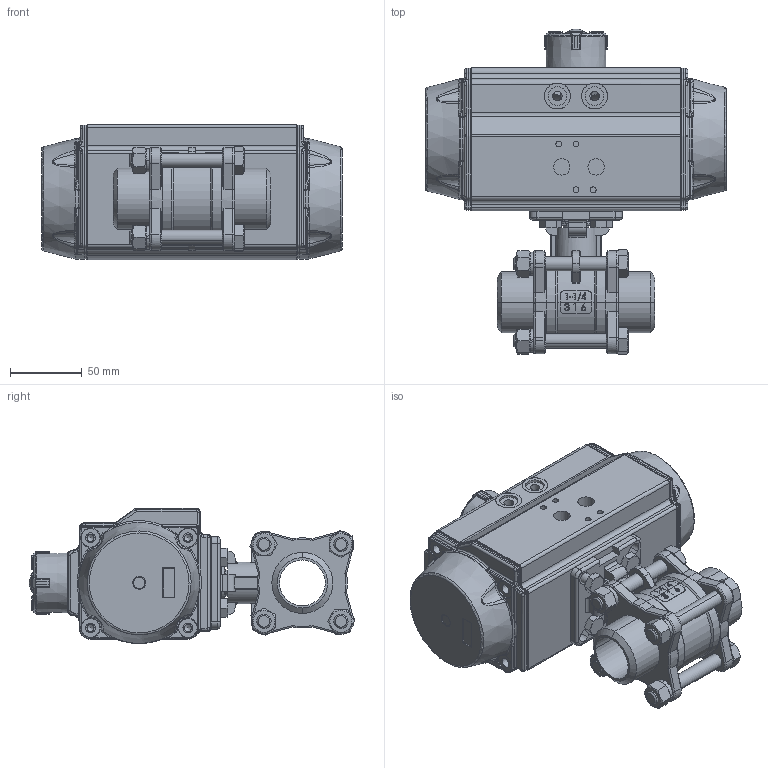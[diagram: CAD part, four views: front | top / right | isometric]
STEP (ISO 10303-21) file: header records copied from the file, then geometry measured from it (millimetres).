
FILE_DESCRIPTION(/* description */ ('Unknown'),/* implementation_level */ '2;1');
FILE_NAME(/* name */ 'PE03 9337-07',/* time_stamp */ '2025-02-04T11:59:33+01:00',/* author */ ('Unknown'),/* organization */ ('Unknown'),/* preprocessor_version */ 'ST-DEVELOPER v19.4',/* originating_system */ 'Solid Edge',/* authorisation */ 'Unknown');
FILE_SCHEMA (('AUTOMOTIVE_DESIGN {1 0 10303 214 3 1 1}'));
Products named in the file (22): PE039337-07; 9337-07_oa_0; 概极; 概裔; 概裝; spring lock washers--normal type gb_GB_FASTENER_WASHER_SW 10; 碟型垫圈; 概裝蹟譫; 滅侂え; hexagon nuts grade c gb_GB_FASTENER_NUT_SNC1 M10-N; 蹟邡; PD04_PE03; vt75-2016-06-25; VTE75埴詰; vt75-2016-06-25  酘傷裔; huosai75; Welle; Optische Anzeige; ______; ________(___________; cup head nib bolts with large head gb_GB_FASTENER_BOLT_CHNBW M6X25-N; DIN 933 M8x20 A2-70 BLK_EDST
Assembly tree (39 placements, depth 4):
  PE039337-07
    9337-07_oa_0
      概极
      概裔  x2
      概裝
      spring lock washers--normal type gb_GB_FASTENER_WASHER_SW 10  x4
      碟型垫圈  x2
      概裝蹟譫
      滅侂え
      hexagon nuts grade c gb_GB_FASTENER_NUT_SNC1 M10-N  x4
      蹟邡  x4
    PD04_PE03
      vt75-2016-06-25
      VTE75埴詰
      vt75-2016-06-25  酘傷裔
      huosai75  x2
      Welle
      Optische Anzeige
        ______
        ________(___________  x4
        cup head nib bolts with large head gb_GB_FASTENER_BOLT_CHNBW M6X25-N
    DIN 933 M8x20 A2-70 BLK_EDST  x4
Bounding box: 210 x 227.4 x 94.39 mm (x, y, z)
Volume: 1082798 mm3; surface area: 353125.4 mm2
Topology: 36 solids, 36 shells, 3574 faces, 8794 edges, 5383 vertices
Faces by surface type: plane 1132, cylinder 996, bspline 673, torus 433, cone 299, sphere 41
Full cylindrical faces by diameter (mm): 3 x16, 3.3 x8, 4.134 x8, 4.66 x1, 4.917 x13, 5.5 x1, 6 x1, 6.2 x1, 6.647 x6, 8 x4, 11.445 x2, 12 x2, 13 x14, 16.2 x1, 16.4 x1, 18 x2, 18.7 x1, 20 x7, 21 x12, 23 x2, 28.2 x1, 28.4 x1, 31.5 x1, 32 x4, 38.5 x1, 67 x2, 69.4 x2, 72 x2, 74.4 x6, 75 x1
Entity records: 109586 total; most frequent: CARTESIAN_POINT 52068, ORIENTED_EDGE 12602, DIRECTION 10213, EDGE_CURVE 6301, VERTEX_POINT 4044, AXIS2_PLACEMENT_3D 3948, FACE_BOUND 3117, EDGE_LOOP 3101
